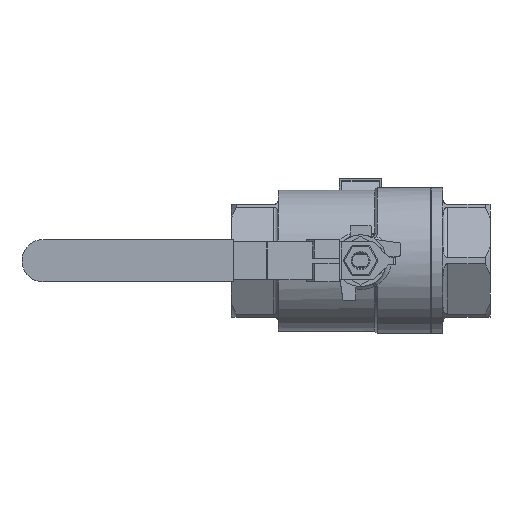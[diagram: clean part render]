
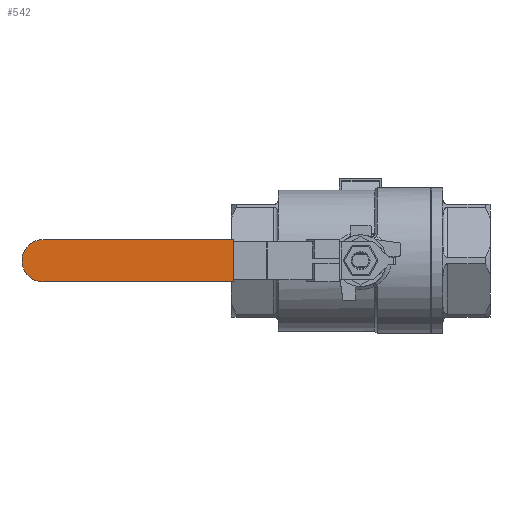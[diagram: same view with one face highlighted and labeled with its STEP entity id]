
A CAD part, left-side view. The second image highlights one B-rep face of the part: STEP entity #542.
In plain terms, the highlighted face is planar.
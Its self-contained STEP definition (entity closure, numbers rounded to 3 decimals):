
#542 = ADVANCED_FACE( '', ( #1185 ), #1186, .F. );
#1185 = FACE_OUTER_BOUND( '', #2208, .T. );
#1186 = PLANE( '', #2209 );
#2208 = EDGE_LOOP( '', ( #3934, #3935, #3936, #3937 ) );
#2209 = AXIS2_PLACEMENT_3D( '', #3938, #3939, #3940 );
#3934 = ORIENTED_EDGE( '', *, *, #5198, .T. );
#3935 = ORIENTED_EDGE( '', *, *, #4964, .T. );
#3936 = ORIENTED_EDGE( '', *, *, #5464, .T. );
#3937 = ORIENTED_EDGE( '', *, *, #5465, .F. );
#3938 = CARTESIAN_POINT( '', ( -9., 90., 2.5 ) );
#3939 = DIRECTION( '', ( 0., 0., -1. ) );
#3940 = DIRECTION( '', ( -1., 0., 0. ) );
#4964 = EDGE_CURVE( '', #5880, #5881, #5882, .T. );
#5198 = EDGE_CURVE( '', #6271, #5880, #6272, .F. );
#5464 = EDGE_CURVE( '', #5881, #6654, #6655, .T. );
#5465 = EDGE_CURVE( '', #6271, #6654, #6656, .T. );
#5880 = VERTEX_POINT( '', #7275 );
#5881 = VERTEX_POINT( '', #7276 );
#5882 = LINE( '', #7277, #7278 );
#6271 = VERTEX_POINT( '', #8425 );
#6272 = CIRCLE( '', #8426, 9. );
#6654 = VERTEX_POINT( '', #9417 );
#6655 = LINE( '', #9418, #9419 );
#6656 = LINE( '', #9420, #9421 );
#7275 = CARTESIAN_POINT( '', ( -9., 81., 2.5 ) );
#7276 = CARTESIAN_POINT( '', ( -9., 0., 2.5 ) );
#7277 = CARTESIAN_POINT( '', ( -9., 90., 2.5 ) );
#7278 = VECTOR( '', #10060, 1000. );
#8425 = CARTESIAN_POINT( '', ( 9., 81., 2.5 ) );
#8426 = AXIS2_PLACEMENT_3D( '', #10286, #10287, #10288 );
#9417 = CARTESIAN_POINT( '', ( 9., 0., 2.5 ) );
#9418 = CARTESIAN_POINT( '', ( -9., 0., 2.5 ) );
#9419 = VECTOR( '', #10569, 1000. );
#9420 = CARTESIAN_POINT( '', ( 9., 90., 2.5 ) );
#9421 = VECTOR( '', #10570, 1000. );
#10060 = DIRECTION( '', ( 0., -1., 0. ) );
#10286 = CARTESIAN_POINT( '', ( 0., 81., 2.5 ) );
#10287 = DIRECTION( '', ( 0., 0., -1. ) );
#10288 = DIRECTION( '', ( -1., 0., 0. ) );
#10569 = DIRECTION( '', ( 1., 0., 0. ) );
#10570 = DIRECTION( '', ( 0., -1., 0. ) );
